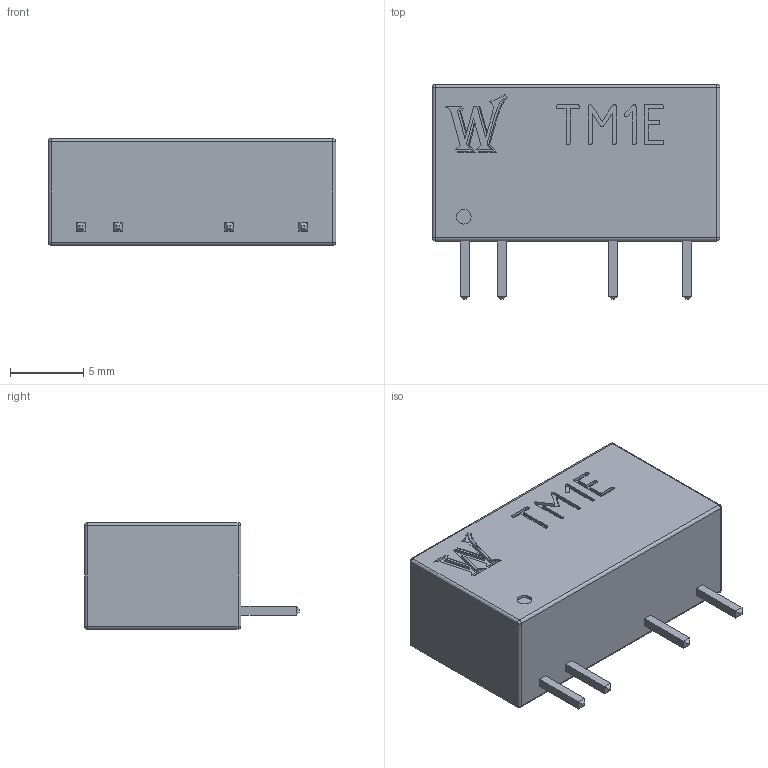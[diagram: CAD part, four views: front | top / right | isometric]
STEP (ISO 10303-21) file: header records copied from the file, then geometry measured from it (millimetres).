
FILE_DESCRIPTION (( 'STEP AP214' ), '1' );
FILE_NAME ('TM1(2)E Single (Witok).STEP', '2023-11-28T17:16:16', ( '' ), ( '' ), 'SwSTEP 2.0', 'SolidWorks 2021', '' );
FILE_SCHEMA (( 'AUTOMOTIVE_DESIGN' ));
Length unit declared in the file: millimetre
Products named in the file (1): TM1(2)E Single (Witok)
Bounding box: 19.7 x 14.7 x 7.3 mm (x, y, z)
Volume: 1540.8 mm3; surface area: 908.7 mm2
Topology: 1 solids, 1 shells, 181 faces, 472 edges, 296 vertices
Faces by surface type: plane 122, bspline 37, cylinder 14, sphere 8
Entity records: 8565 total; most frequent: CARTESIAN_POINT 2395, ORIENTED_EDGE 928, DIRECTION 708, EDGE_CURVE 464, LINE 362, VECTOR 362, VERTEX_POINT 296, EDGE_LOOP 192
